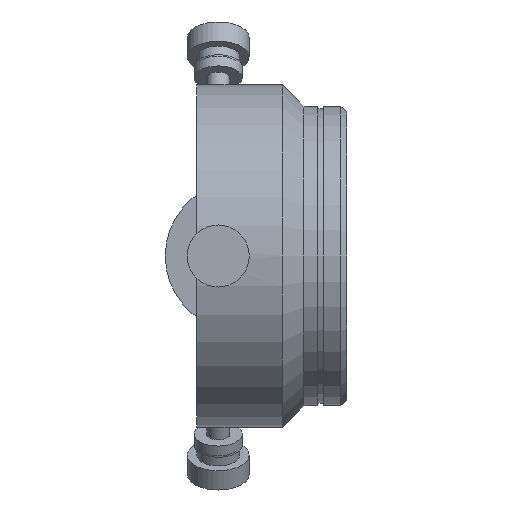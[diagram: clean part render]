
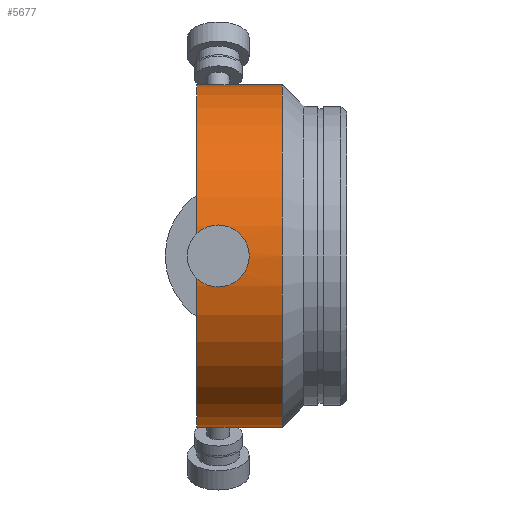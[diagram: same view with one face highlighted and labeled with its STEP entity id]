
A CAD part, left-side view. The second image highlights one B-rep face of the part: STEP entity #5677.
In plain terms, the highlighted cylindrical face has radius 25.4 mm (diameter 50.8 mm), a partial arc.
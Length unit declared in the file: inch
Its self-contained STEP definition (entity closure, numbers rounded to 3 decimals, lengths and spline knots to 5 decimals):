
#4079 = FACE_BOUND ( 'NONE', #5466, .T. ) ;
#4080 = FACE_OUTER_BOUND ( 'NONE', #5483, .T. ) ;
#4204 = DIRECTION ( 'NONE',  ( 0., 0., -1. ) ) ;
#4205 = DIRECTION ( 'NONE',  ( 0., -1., 0. ) ) ;
#4206 = AXIS2_PLACEMENT_3D ( 'NONE', #4210, #4205, #4204 ) ;
#4207 = CYLINDRICAL_SURFACE ( 'NONE', #4206, 1. ) ;
#4210 = CARTESIAN_POINT ( 'NONE',  ( 0., 0., 0. ) ) ;
#4810 = VERTEX_POINT ( 'NONE', #10396 ) ;
#4812 = EDGE_CURVE ( 'NONE', #4810, #4872, #10438, .T. ) ;
#4869 = VERTEX_POINT ( 'NONE', #10776 ) ;
#4872 = VERTEX_POINT ( 'NONE', #10770 ) ;
#4940 = VERTEX_POINT ( 'NONE', #10875 ) ;
#4942 = EDGE_CURVE ( 'NONE', #4940, #4943, #10862, .T. ) ;
#4943 = VERTEX_POINT ( 'NONE', #10861 ) ;
#5097 = EDGE_CURVE ( 'NONE', #5098, #4869, #13558, .T. ) ;
#5098 = VERTEX_POINT ( 'NONE', #13637 ) ;
#5463 = ORIENTED_EDGE ( 'NONE', *, *, #5097, .T. ) ;
#5464 = ORIENTED_EDGE ( 'NONE', *, *, #5465, .F. ) ;
#5465 = EDGE_CURVE ( 'NONE', #4872, #4869, #18284, .T. ) ;
#5466 = EDGE_LOOP ( 'NONE', ( #5467, #5469 ) ) ;
#5467 = ORIENTED_EDGE ( 'NONE', *, *, #5468, .F. ) ;
#5468 = EDGE_CURVE ( 'NONE', #4943, #4940, #18186, .T. ) ;
#5469 = ORIENTED_EDGE ( 'NONE', *, *, #4942, .F. ) ;
#5480 = EDGE_CURVE ( 'NONE', #4810, #5098, #18185, .T. ) ;
#5483 = EDGE_LOOP ( 'NONE', ( #5678, #5679, #5463, #5464 ) ) ;
#5677 = ADVANCED_FACE ( 'NONE', ( #4080, #4079 ), #4207, .T. ) ;
#5678 = ORIENTED_EDGE ( 'NONE', *, *, #4812, .F. ) ;
#5679 = ORIENTED_EDGE ( 'NONE', *, *, #5480, .T. ) ;
#10396 = CARTESIAN_POINT ( 'NONE',  ( 0., 0.875, 1. ) ) ;
#10435 = DIRECTION ( 'NONE',  ( 0., -1., 0. ) ) ;
#10436 = VECTOR ( 'NONE', #10435, 39.37008 ) ;
#10437 = CARTESIAN_POINT ( 'NONE',  ( 0., 0., 1. ) ) ;
#10438 = LINE ( 'NONE', #10437, #10436 ) ;
#10770 = CARTESIAN_POINT ( 'NONE',  ( 0., 0.375, 1. ) ) ;
#10776 = CARTESIAN_POINT ( 'NONE',  ( 0., 0.375, -1. ) ) ;
#10858 = CARTESIAN_POINT ( 'NONE',  ( -0.99946, 0.69099, 0.03394 ) ) ;
#10859 = CARTESIAN_POINT ( 'NONE',  ( -0.99988, 0.68427, 0.01769 ) ) ;
#10860 = CARTESIAN_POINT ( 'NONE',  ( -1., 0.6825, 0.00881 ) ) ;
#10861 = CARTESIAN_POINT ( 'NONE',  ( -1., 0.8175, 0. ) ) ;
#10862 = B_SPLINE_CURVE_WITH_KNOTS ( 'NONE', 3,
 ( #10864, #10860, #10859, #10858, #10933, #10932, #10931, #10930, #10929, #10928, #10927, #10926, #10925, #10924, #10923, #10922, #10921, #10920, #10919, #10918, #10917, #10916, #10915, #10914 ),
 .UNSPECIFIED., .F., .F.,
 ( 4, 2, 2, 2, 2, 2, 2, 2, 2, 2, 2, 4 ),
 ( 0.00536, 0.00603, 0.0067, 0.00704, 0.00737, 0.00771, 0.00804, 0.00871, 0.00905, 0.00938, 0.01005, 0.01072 ),
 .UNSPECIFIED. ) ;
#10864 = CARTESIAN_POINT ( 'NONE',  ( -1., 0.6825, 0. ) ) ;
#10875 = CARTESIAN_POINT ( 'NONE',  ( -1., 0.6825, 0. ) ) ;
#10914 = CARTESIAN_POINT ( 'NONE',  ( -1., 0.8175, 0. ) ) ;
#10915 = CARTESIAN_POINT ( 'NONE',  ( -1., 0.8175, 0.00892 ) ) ;
#10916 = CARTESIAN_POINT ( 'NONE',  ( -0.99987, 0.81571, 0.01778 ) ) ;
#10917 = CARTESIAN_POINT ( 'NONE',  ( -0.99945, 0.80896, 0.03402 ) ) ;
#10918 = CARTESIAN_POINT ( 'NONE',  ( -0.99916, 0.80393, 0.04154 ) ) ;
#10919 = CARTESIAN_POINT ( 'NONE',  ( -0.99871, 0.79458, 0.05087 ) ) ;
#10920 = CARTESIAN_POINT ( 'NONE',  ( -0.99856, 0.7911, 0.05372 ) ) ;
#10921 = CARTESIAN_POINT ( 'NONE',  ( -0.99828, 0.78377, 0.05861 ) ) ;
#10922 = CARTESIAN_POINT ( 'NONE',  ( -0.99816, 0.77989, 0.06068 ) ) ;
#10923 = CARTESIAN_POINT ( 'NONE',  ( -0.99784, 0.76762, 0.06576 ) ) ;
#10924 = CARTESIAN_POINT ( 'NONE',  ( -0.99772, 0.75885, 0.06751 ) ) ;
#10925 = CARTESIAN_POINT ( 'NONE',  ( -0.99772, 0.74549, 0.0675 ) ) ;
#10926 = CARTESIAN_POINT ( 'NONE',  ( -0.99775, 0.74111, 0.06706 ) ) ;
#10927 = CARTESIAN_POINT ( 'NONE',  ( -0.99786, 0.73248, 0.06533 ) ) ;
#10928 = CARTESIAN_POINT ( 'NONE',  ( -0.99795, 0.72819, 0.06403 ) ) ;
#10929 = CARTESIAN_POINT ( 'NONE',  ( -0.99816, 0.72003, 0.06064 ) ) ;
#10930 = CARTESIAN_POINT ( 'NONE',  ( -0.99829, 0.71615, 0.05857 ) ) ;
#10931 = CARTESIAN_POINT ( 'NONE',  ( -0.99856, 0.70881, 0.05366 ) ) ;
#10932 = CARTESIAN_POINT ( 'NONE',  ( -0.99871, 0.70535, 0.05081 ) ) ;
#10933 = CARTESIAN_POINT ( 'NONE',  ( -0.99916, 0.69602, 0.04147 ) ) ;
#13558 = LINE ( 'NONE', #13640, #13639 ) ;
#13637 = CARTESIAN_POINT ( 'NONE',  ( 0., 0.875, -1. ) ) ;
#13638 = DIRECTION ( 'NONE',  ( 0., -1., 0. ) ) ;
#13639 = VECTOR ( 'NONE', #13638, 39.37008 ) ;
#13640 = CARTESIAN_POINT ( 'NONE',  ( 0., 0., -1. ) ) ;
#18181 = DIRECTION ( 'NONE',  ( 0., 0., -1. ) ) ;
#18182 = DIRECTION ( 'NONE',  ( 0., -1., 0. ) ) ;
#18183 = CARTESIAN_POINT ( 'NONE',  ( 0., 0.875, 0. ) ) ;
#18184 = AXIS2_PLACEMENT_3D ( 'NONE', #18183, #18182, #18181 ) ;
#18185 = CIRCLE ( 'NONE', #18184, 1. ) ;
#18186 = B_SPLINE_CURVE_WITH_KNOTS ( 'NONE', 3,
 ( #18288, #18287, #18286, #18285, #18235, #18234, #18233, #18232, #18231, #18230, #18229, #18228, #18197, #18196, #18195, #18194, #18193, #18192, #18191, #18190, #18189, #18356, #18355, #18354, #18353, #18352, #18351, #18350, #18349, #18348 ),
 .UNSPECIFIED., .F., .F.,
 ( 4, 2, 2, 2, 2, 2, 2, 2, 2, 2, 2, 2, 2, 2, 4 ),
 ( 0., 0.00034, 0.00067, 0.00101, 0.00134, 0.00201, 0.00268, 0.00302, 0.00335, 0.00369, 0.00402, 0.00436, 0.00469, 0.00503, 0.00536 ),
 .UNSPECIFIED. ) ;
#18188 = DIRECTION ( 'NONE',  ( 0., 0., -1. ) ) ;
#18189 = CARTESIAN_POINT ( 'NONE',  ( -0.99871, 0.70543, -0.05089 ) ) ;
#18190 = CARTESIAN_POINT ( 'NONE',  ( -0.99856, 0.70884, -0.05368 ) ) ;
#18191 = CARTESIAN_POINT ( 'NONE',  ( -0.99829, 0.71615, -0.05857 ) ) ;
#18192 = CARTESIAN_POINT ( 'NONE',  ( -0.99816, 0.72011, -0.06068 ) ) ;
#18193 = CARTESIAN_POINT ( 'NONE',  ( -0.99795, 0.72828, -0.06406 ) ) ;
#18194 = CARTESIAN_POINT ( 'NONE',  ( -0.99786, 0.73249, -0.06534 ) ) ;
#18195 = CARTESIAN_POINT ( 'NONE',  ( -0.99775, 0.74115, -0.06706 ) ) ;
#18196 = CARTESIAN_POINT ( 'NONE',  ( -0.99772, 0.74562, -0.0675 ) ) ;
#18197 = CARTESIAN_POINT ( 'NONE',  ( -0.99772, 0.75883, -0.0675 ) ) ;
#18228 = CARTESIAN_POINT ( 'NONE',  ( -0.99784, 0.76772, -0.06572 ) ) ;
#18229 = CARTESIAN_POINT ( 'NONE',  ( -0.99826, 0.78396, -0.05899 ) ) ;
#18230 = CARTESIAN_POINT ( 'NONE',  ( -0.99856, 0.79149, -0.05396 ) ) ;
#18231 = CARTESIAN_POINT ( 'NONE',  ( -0.99901, 0.80083, -0.04463 ) ) ;
#18232 = CARTESIAN_POINT ( 'NONE',  ( -0.99916, 0.80369, -0.04115 ) ) ;
#18233 = CARTESIAN_POINT ( 'NONE',  ( -0.99943, 0.80858, -0.03382 ) ) ;
#18234 = CARTESIAN_POINT ( 'NONE',  ( -0.99956, 0.81066, -0.02994 ) ) ;
#18235 = CARTESIAN_POINT ( 'NONE',  ( -0.99977, 0.81405, -0.02176 ) ) ;
#18281 = CARTESIAN_POINT ( 'NONE',  ( 0., 0.375, 0. ) ) ;
#18282 = DIRECTION ( 'NONE',  ( 0., -1., 0. ) ) ;
#18283 = AXIS2_PLACEMENT_3D ( 'NONE', #18281, #18282, #18188 ) ;
#18284 = CIRCLE ( 'NONE', #18283, 1. ) ;
#18285 = CARTESIAN_POINT ( 'NONE',  ( -0.99986, 0.81535, -0.01748 ) ) ;
#18286 = CARTESIAN_POINT ( 'NONE',  ( -0.99997, 0.81706, -0.00885 ) ) ;
#18287 = CARTESIAN_POINT ( 'NONE',  ( -1., 0.8175, -0.00446 ) ) ;
#18288 = CARTESIAN_POINT ( 'NONE',  ( -1., 0.8175, 0. ) ) ;
#18348 = CARTESIAN_POINT ( 'NONE',  ( -1., 0.6825, 0. ) ) ;
#18349 = CARTESIAN_POINT ( 'NONE',  ( -1., 0.6825, -0.00441 ) ) ;
#18350 = CARTESIAN_POINT ( 'NONE',  ( -0.99997, 0.68294, -0.00888 ) ) ;
#18351 = CARTESIAN_POINT ( 'NONE',  ( -0.99986, 0.68467, -0.01753 ) ) ;
#18352 = CARTESIAN_POINT ( 'NONE',  ( -0.99977, 0.68594, -0.02174 ) ) ;
#18353 = CARTESIAN_POINT ( 'NONE',  ( -0.99956, 0.68933, -0.02992 ) ) ;
#18354 = CARTESIAN_POINT ( 'NONE',  ( -0.99943, 0.69145, -0.03387 ) ) ;
#18355 = CARTESIAN_POINT ( 'NONE',  ( -0.99916, 0.69633, -0.04118 ) ) ;
#18356 = CARTESIAN_POINT ( 'NONE',  ( -0.99901, 0.69913, -0.04459 ) ) ;
